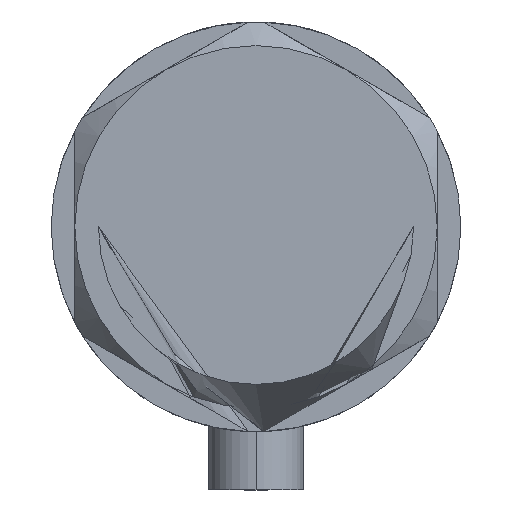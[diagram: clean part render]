
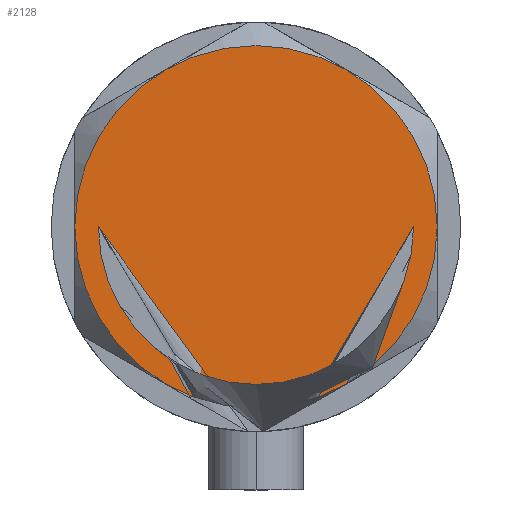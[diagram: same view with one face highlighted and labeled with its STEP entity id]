
A CAD part, left-side view. The second image highlights one B-rep face of the part: STEP entity #2128.
In plain terms, the highlighted face is planar.
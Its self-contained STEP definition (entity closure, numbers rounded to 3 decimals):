
#86 = EDGE_CURVE ( 'NONE', #307, #201, #801, .T. ) ;
#131 = DIRECTION ( 'NONE',  ( 1., 0., 0. ) ) ;
#201 = VERTEX_POINT ( 'NONE', #4628 ) ;
#259 = EDGE_CURVE ( 'NONE', #2559, #1196, #875, .T. ) ;
#307 = VERTEX_POINT ( 'NONE', #3010 ) ;
#353 = DIRECTION ( 'NONE',  ( 1., 0., 0. ) ) ;
#428 = EDGE_CURVE ( 'NONE', #201, #2559, #1423, .T. ) ;
#458 = DIRECTION ( 'NONE',  ( 1., 0., 0. ) ) ;
#629 = ORIENTED_EDGE ( 'NONE', *, *, #86, .T. ) ;
#787 = ORIENTED_EDGE ( 'NONE', *, *, #259, .T. ) ;
#801 = CIRCLE ( 'NONE', #2685, 23. ) ;
#875 = CIRCLE ( 'NONE', #3112, 23. ) ;
#921 = DIRECTION ( 'NONE',  ( 0., 0., 1. ) ) ;
#946 = CARTESIAN_POINT ( 'NONE',  ( -23., 0., 9. ) ) ;
#947 = CIRCLE ( 'NONE', #3710, 23. ) ;
#1110 = DIRECTION ( 'NONE',  ( 0., 0., 1. ) ) ;
#1136 = CARTESIAN_POINT ( 'NONE',  ( 0., 0., 9. ) ) ;
#1179 = EDGE_CURVE ( 'NONE', #1853, #2840, #947, .T. ) ;
#1196 = VERTEX_POINT ( 'NONE', #4643 ) ;
#1228 = EDGE_CURVE ( 'NONE', #1196, #1853, #4502, .T. ) ;
#1257 = PLANE ( 'NONE',  #3411 ) ;
#1292 = DIRECTION ( 'NONE',  ( 0., 0., 1. ) ) ;
#1293 = DIRECTION ( 'NONE',  ( 1., 0., 0. ) ) ;
#1423 = CIRCLE ( 'NONE', #3860, 23. ) ;
#1547 = CARTESIAN_POINT ( 'NONE',  ( 0., 0., 9. ) ) ;
#1615 = CARTESIAN_POINT ( 'NONE',  ( 0., 0., 9. ) ) ;
#1850 = ORIENTED_EDGE ( 'NONE', *, *, #3762, .T. ) ;
#1852 = DIRECTION ( 'NONE',  ( 0., 0., 1. ) ) ;
#1853 = VERTEX_POINT ( 'NONE', #4088 ) ;
#2128 = ADVANCED_FACE ( 'NONE', ( #3505 ), #1257, .T. ) ;
#2557 = CIRCLE ( 'NONE', #4831, 23. ) ;
#2559 = VERTEX_POINT ( 'NONE', #946 ) ;
#2685 = AXIS2_PLACEMENT_3D ( 'NONE', #1136, #1110, #4136 ) ;
#2708 = ORIENTED_EDGE ( 'NONE', *, *, #428, .T. ) ;
#2840 = VERTEX_POINT ( 'NONE', #4792 ) ;
#2929 = ORIENTED_EDGE ( 'NONE', *, *, #1228, .T. ) ;
#3010 = CARTESIAN_POINT ( 'NONE',  ( 11.5, 19.919, 9. ) ) ;
#3041 = ORIENTED_EDGE ( 'NONE', *, *, #1179, .T. ) ;
#3112 = AXIS2_PLACEMENT_3D ( 'NONE', #1547, #1852, #353 ) ;
#3178 = EDGE_LOOP ( 'NONE', ( #3041, #1850, #629, #2708, #787, #2929 ) ) ;
#3187 = CARTESIAN_POINT ( 'NONE',  ( 0., 0., 9. ) ) ;
#3300 = DIRECTION ( 'NONE',  ( 1., 0., 0. ) ) ;
#3411 = AXIS2_PLACEMENT_3D ( 'NONE', #4656, #3432, #4379 ) ;
#3432 = DIRECTION ( 'NONE',  ( 0., 0., 1. ) ) ;
#3505 = FACE_OUTER_BOUND ( 'NONE', #3178, .T. ) ;
#3710 = AXIS2_PLACEMENT_3D ( 'NONE', #1615, #921, #458 ) ;
#3762 = EDGE_CURVE ( 'NONE', #2840, #307, #2557, .T. ) ;
#3860 = AXIS2_PLACEMENT_3D ( 'NONE', #3918, #1292, #131 ) ;
#3918 = CARTESIAN_POINT ( 'NONE',  ( 0., 0., 9. ) ) ;
#3990 = DIRECTION ( 'NONE',  ( 0., 0., 1. ) ) ;
#4088 = CARTESIAN_POINT ( 'NONE',  ( 11.5, -19.919, 9. ) ) ;
#4136 = DIRECTION ( 'NONE',  ( 1., 0., 0. ) ) ;
#4379 = DIRECTION ( 'NONE',  ( 1., 0., 0. ) ) ;
#4395 = CARTESIAN_POINT ( 'NONE',  ( 0., 0., 9. ) ) ;
#4502 = CIRCLE ( 'NONE', #4579, 23. ) ;
#4579 = AXIS2_PLACEMENT_3D ( 'NONE', #3187, #4667, #1293 ) ;
#4628 = CARTESIAN_POINT ( 'NONE',  ( -11.5, 19.919, 9. ) ) ;
#4643 = CARTESIAN_POINT ( 'NONE',  ( -11.5, -19.919, 9. ) ) ;
#4656 = CARTESIAN_POINT ( 'NONE',  ( 0., 0., 9. ) ) ;
#4667 = DIRECTION ( 'NONE',  ( 0., 0., 1. ) ) ;
#4792 = CARTESIAN_POINT ( 'NONE',  ( 23., 0., 9. ) ) ;
#4831 = AXIS2_PLACEMENT_3D ( 'NONE', #4395, #3990, #3300 ) ;
